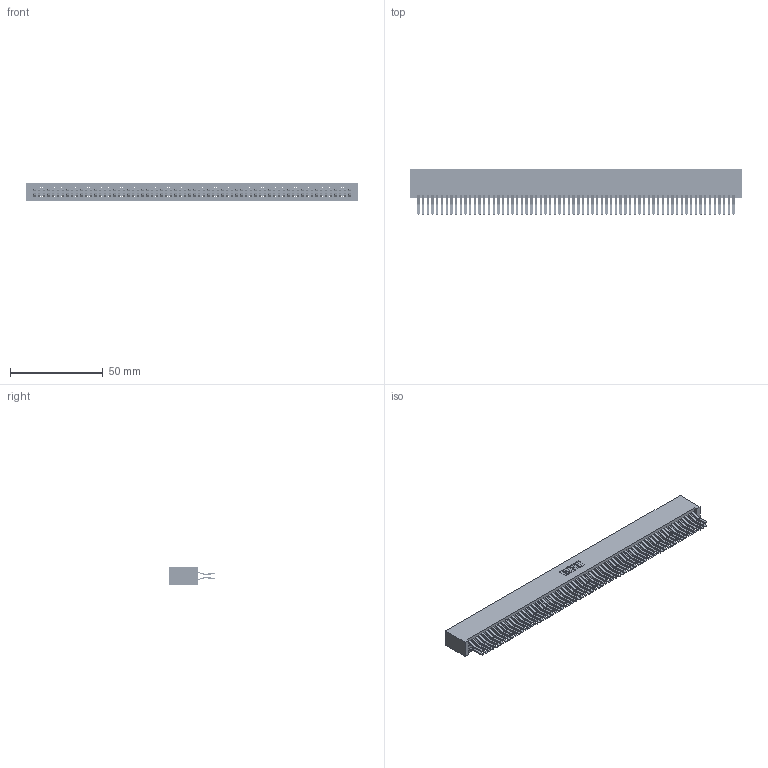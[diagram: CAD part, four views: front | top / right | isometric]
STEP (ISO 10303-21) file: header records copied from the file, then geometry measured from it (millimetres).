
FILE_DESCRIPTION (( 'STEP AP203' ), '1' );
FILE_NAME ('395-136-560-201.STEP', '2019-10-29T18:29:02', ( '' ), ( '' ), 'SwSTEP 2.0', 'SolidWorks 2016', '' );
FILE_SCHEMA (( 'CONFIG_CONTROL_DESIGN' ));
Length unit declared in the file: inch
Products named in the file (3): 345 Part_No Mounting Lugs; 345-292-001_560 Tail; 395-136-560-201
Assembly tree (137 placements, depth 2):
  395-136-560-201
    345 Part_No Mounting Lugs
    345-292-001_560 Tail  x136
Bounding box: 179.32 x 24.45 x 9.4 mm (x, y, z)
Volume: 19168.4 mm3; surface area: 31433.6 mm2
Topology: 137 solids, 137 shells, 7190 faces, 21397 edges, 14082 vertices
Faces by surface type: plane 4564, cylinder 2626
Entity records: 49665 total; most frequent: CARTESIAN_POINT 8300, ORIENTED_EDGE 8234, DIRECTION 7285, EDGE_CURVE 4117, VECTOR 3717, LINE 3717, VERTEX_POINT 2742, AXIS2_PLACEMENT_3D 1784
